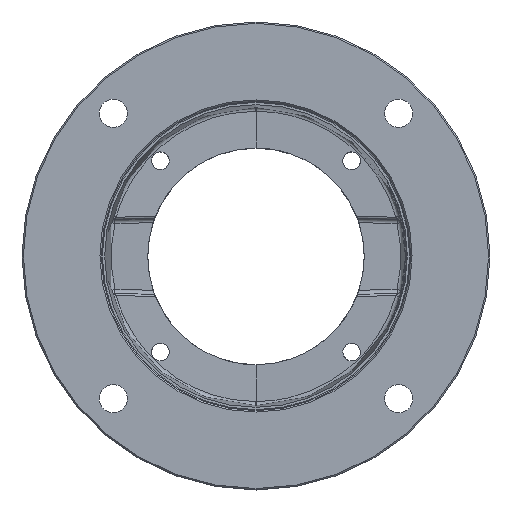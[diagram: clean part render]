
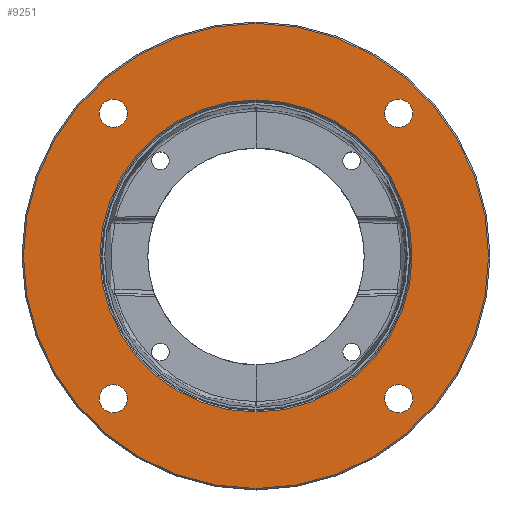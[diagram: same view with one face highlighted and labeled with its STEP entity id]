
A CAD part, top view. The second image highlights one B-rep face of the part: STEP entity #9251.
In plain terms, the highlighted planar face has unit normal (0, 0, 1).
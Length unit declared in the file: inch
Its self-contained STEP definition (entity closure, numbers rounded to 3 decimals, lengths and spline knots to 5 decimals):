
#12=CARTESIAN_POINT('',(0.,0.,-0.06));
#13=DIRECTION('',(0.,0.,1.));
#14=DIRECTION('',(0.,1.,0.));
#15=AXIS2_PLACEMENT_3D('',#12,#13,#14);
#21=CARTESIAN_POINT('',(0.,0.,-0.06));
#22=DIRECTION('',(0.,0.,-1.));
#23=DIRECTION('',(0.,1.,0.));
#24=AXIS2_PLACEMENT_3D('',#21,#22,#23);
#465=CARTESIAN_POINT('',(-2.07713,2.07713,-0.06));
#466=DIRECTION('',(0.,0.,-1.));
#467=DIRECTION('',(-0.707,0.707,0.));
#468=AXIS2_PLACEMENT_3D('',#465,#466,#467);
#470=CARTESIAN_POINT('',(-2.07713,2.07713,-0.06));
#471=DIRECTION('',(0.,0.,-1.));
#472=DIRECTION('',(0.707,-0.707,0.));
#473=AXIS2_PLACEMENT_3D('',#470,#471,#472);
#475=CARTESIAN_POINT('',(-2.07713,-2.07713,-0.06));
#476=DIRECTION('',(0.,0.,-1.));
#477=DIRECTION('',(-0.707,-0.707,0.));
#478=AXIS2_PLACEMENT_3D('',#475,#476,#477);
#480=CARTESIAN_POINT('',(-2.07713,-2.07713,-0.06));
#481=DIRECTION('',(0.,0.,-1.));
#482=DIRECTION('',(0.707,0.707,0.));
#483=AXIS2_PLACEMENT_3D('',#480,#481,#482);
#485=CARTESIAN_POINT('',(2.07713,-2.07713,-0.06));
#486=DIRECTION('',(0.,0.,-1.));
#487=DIRECTION('',(0.707,-0.707,0.));
#488=AXIS2_PLACEMENT_3D('',#485,#486,#487);
#490=CARTESIAN_POINT('',(2.07713,-2.07713,-0.06));
#491=DIRECTION('',(0.,0.,-1.));
#492=DIRECTION('',(-0.707,0.707,0.));
#493=AXIS2_PLACEMENT_3D('',#490,#491,#492);
#495=CARTESIAN_POINT('',(2.07713,2.07713,-0.06));
#496=DIRECTION('',(0.,0.,-1.));
#497=DIRECTION('',(0.707,0.707,0.));
#498=AXIS2_PLACEMENT_3D('',#495,#496,#497);
#500=CARTESIAN_POINT('',(2.07713,2.07713,-0.06));
#501=DIRECTION('',(0.,0.,-1.));
#502=DIRECTION('',(-0.707,-0.707,0.));
#503=AXIS2_PLACEMENT_3D('',#500,#501,#502);
#505=CARTESIAN_POINT('',(0.,0.,-0.06));
#506=DIRECTION('',(0.,0.,1.));
#507=DIRECTION('',(0.,1.,0.));
#508=AXIS2_PLACEMENT_3D('',#505,#506,#507);
#510=CARTESIAN_POINT('',(0.,0.,-0.06));
#511=DIRECTION('',(0.,0.,1.));
#512=DIRECTION('',(0.,-1.,0.));
#513=AXIS2_PLACEMENT_3D('',#510,#511,#512);
#8186=CARTESIAN_POINT('',(0.,3.385,-0.06));
#8187=CARTESIAN_POINT('',(0.,-3.385,-0.06));
#8188=VERTEX_POINT('',#8186);
#8189=VERTEX_POINT('',#8187);
#8214=CARTESIAN_POINT('',(-2.22208,2.22208,-0.06));
#8215=CARTESIAN_POINT('',(-1.93217,1.93217,-0.06));
#8216=VERTEX_POINT('',#8214);
#8217=VERTEX_POINT('',#8215);
#8234=CARTESIAN_POINT('',(-2.22208,-2.22208,-0.06));
#8235=CARTESIAN_POINT('',(-1.93217,-1.93217,-0.06));
#8236=VERTEX_POINT('',#8234);
#8237=VERTEX_POINT('',#8235);
#8242=CARTESIAN_POINT('',(2.22208,-2.22208,-0.06));
#8243=CARTESIAN_POINT('',(1.93217,-1.93217,-0.06));
#8244=VERTEX_POINT('',#8242);
#8245=VERTEX_POINT('',#8243);
#8250=CARTESIAN_POINT('',(2.22208,2.22208,-0.06));
#8251=CARTESIAN_POINT('',(1.93217,1.93217,-0.06));
#8252=VERTEX_POINT('',#8250);
#8253=VERTEX_POINT('',#8251);
#8274=CARTESIAN_POINT('',(0.,2.271,-0.06));
#8275=CARTESIAN_POINT('',(0.,-2.271,-0.06));
#8276=VERTEX_POINT('',#8274);
#8277=VERTEX_POINT('',#8275);
#9213=CARTESIAN_POINT('',(0.,0.,-0.06));
#9214=DIRECTION('',(0.,0.,1.));
#9215=DIRECTION('',(0.,1.,0.));
#9216=AXIS2_PLACEMENT_3D('',#9213,#9214,#9215);
#9217=PLANE('',#9216);
#9218=ORIENTED_EDGE('',*,*,#8405,.T.);
#9219=ORIENTED_EDGE('',*,*,#8390,.F.);
#9220=EDGE_LOOP('',(#9218,#9219));
#9221=FACE_OUTER_BOUND('',#9220,.F.);
#9223=ORIENTED_EDGE('',*,*,#9222,.F.);
#9225=ORIENTED_EDGE('',*,*,#9224,.F.);
#9226=EDGE_LOOP('',(#9223,#9225));
#9227=FACE_BOUND('',#9226,.F.);
#9229=ORIENTED_EDGE('',*,*,#9228,.F.);
#9231=ORIENTED_EDGE('',*,*,#9230,.F.);
#9232=EDGE_LOOP('',(#9229,#9231));
#9233=FACE_BOUND('',#9232,.F.);
#9235=ORIENTED_EDGE('',*,*,#9234,.F.);
#9237=ORIENTED_EDGE('',*,*,#9236,.F.);
#9238=EDGE_LOOP('',(#9235,#9237));
#9239=FACE_BOUND('',#9238,.F.);
#9241=ORIENTED_EDGE('',*,*,#9240,.F.);
#9243=ORIENTED_EDGE('',*,*,#9242,.F.);
#9244=EDGE_LOOP('',(#9241,#9243));
#9245=FACE_BOUND('',#9244,.F.);
#9247=ORIENTED_EDGE('',*,*,#9246,.T.);
#9248=ORIENTED_EDGE('',*,*,#9203,.T.);
#9249=EDGE_LOOP('',(#9247,#9248));
#9250=FACE_BOUND('',#9249,.F.);
#9251=ADVANCED_FACE('',(#9221,#9227,#9233,#9239,#9245,#9250),#9217,.T.);
#16=CIRCLE('',#15,3.385);
#25=CIRCLE('',#24,3.385);
#469=CIRCLE('',#468,0.205);
#474=CIRCLE('',#473,0.205);
#479=CIRCLE('',#478,0.205);
#484=CIRCLE('',#483,0.205);
#489=CIRCLE('',#488,0.205);
#494=CIRCLE('',#493,0.205);
#499=CIRCLE('',#498,0.205);
#504=CIRCLE('',#503,0.205);
#509=CIRCLE('',#508,2.271);
#514=CIRCLE('',#513,2.271);
#8390=EDGE_CURVE('',#8188,#8189,#16,.T.);
#8405=EDGE_CURVE('',#8188,#8189,#25,.T.);
#9203=EDGE_CURVE('',#8277,#8276,#514,.T.);
#9222=EDGE_CURVE('',#8216,#8217,#469,.T.);
#9224=EDGE_CURVE('',#8217,#8216,#474,.T.);
#9228=EDGE_CURVE('',#8236,#8237,#479,.T.);
#9230=EDGE_CURVE('',#8237,#8236,#484,.T.);
#9234=EDGE_CURVE('',#8244,#8245,#489,.T.);
#9236=EDGE_CURVE('',#8245,#8244,#494,.T.);
#9240=EDGE_CURVE('',#8252,#8253,#499,.T.);
#9242=EDGE_CURVE('',#8253,#8252,#504,.T.);
#9246=EDGE_CURVE('',#8276,#8277,#509,.T.);
